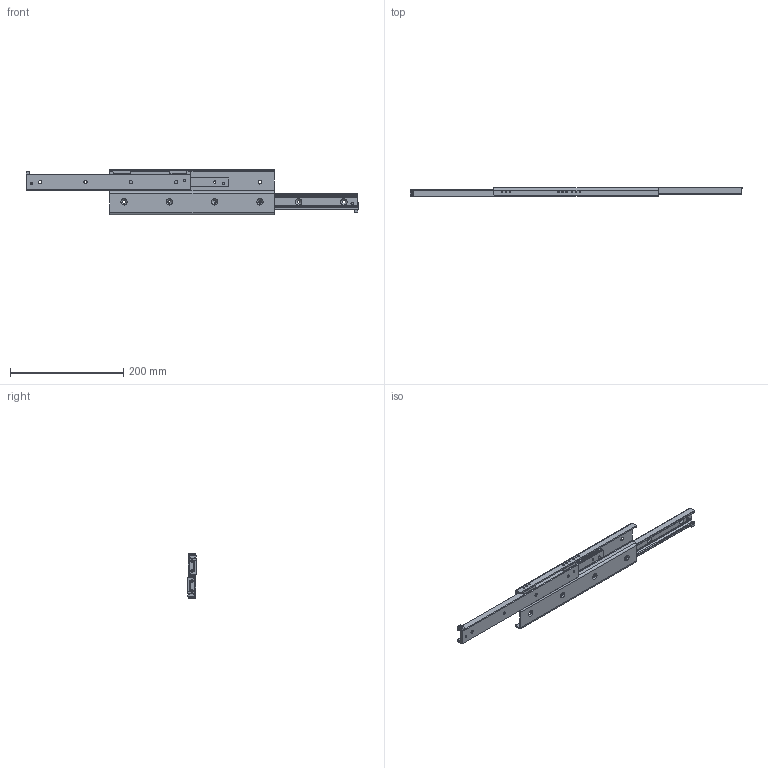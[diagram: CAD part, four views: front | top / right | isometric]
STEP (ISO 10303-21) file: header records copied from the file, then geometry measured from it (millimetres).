
FILE_DESCRIPTION((''),'2;1');
FILE_NAME('LCAS 28H.E-0290.stp','2014-03-31T14:01:17',('MRathmann'),(''),'Autodesk Inventor 2012','Autodesk Inventor 2012','');
FILE_SCHEMA(('CONFIG_CONTROL_DESIGN'));
Length unit declared in the file: millimetre
Products named in the file (9): LCAS 28H.E-0290; ZP 28H-0290.S; LCN 28H-0290; LLMG 28H-0210; KF.LCA 28H-0122; + AP.L 28H; + AS.L 28H 4x3,8; + VKB.L 28H 4x7; + SP.L 28H-block
Assembly tree (23 placements, depth 2):
  LCAS 28H.E-0290
    ZP 28H-0290.S
    LCN 28H-0290  x2
    LLMG 28H-0210  x2
    KF.LCA 28H-0122  x2
    + AP.L 28H  x4
    + AS.L 28H 4x3,8  x4
    + VKB.L 28H 4x7  x4
    + SP.L 28H-block  x4
Bounding box: 586 x 17 x 80 mm (x, y, z)
Volume: 226855.3 mm3; surface area: 164878.4 mm2
Topology: 23 solids, 23 shells, 800 faces, 2108 edges, 1338 vertices
Faces by surface type: plane 436, cylinder 274, cone 74, sphere 16
Full cylindrical faces by diameter (mm): 2.459 x4, 2.5 x6, 3 x32, 3.4 x4, 3.8 x4, 4 x12, 4.134 x6, 5 x4, 5.5 x8, 6.8 x8
Entity records: 12596 total; most frequent: CARTESIAN_POINT 2479, DIRECTION 2095, ORIENTED_EDGE 1918, EDGE_CURVE 959, AXIS2_PLACEMENT_3D 756, VERTEX_POINT 652, VECTOR 583, LINE 583
